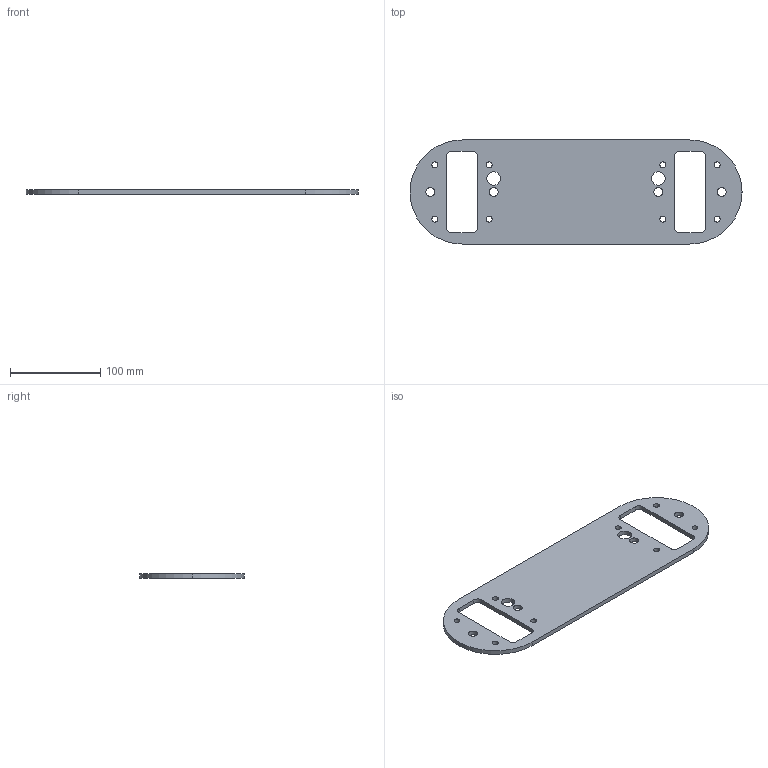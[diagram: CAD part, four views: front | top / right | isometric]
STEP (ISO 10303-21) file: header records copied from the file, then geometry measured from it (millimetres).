
FILE_DESCRIPTION (( 'STEP AP214' ), '1' );
FILE_NAME ('usi-remo-09_chassis.STEP', '2019-06-25T13:55:46', ( '' ), ( '' ), 'SwSTEP 2.0', 'SolidWorks 2016', '' );
FILE_SCHEMA (( 'AUTOMOTIVE_DESIGN' ));
Length unit declared in the file: millimetre
Products named in the file (1): usi-remo-09_chassis
Bounding box: 367 x 115 x 5 mm (x, y, z)
Volume: 160978.2 mm3; surface area: 73031.1 mm2
Topology: 1 solids, 1 shells, 51 faces, 147 edges, 98 vertices
Faces by surface type: cylinder 39, plane 12
Entity records: 1817 total; most frequent: DIRECTION 329, CARTESIAN_POINT 297, ORIENTED_EDGE 294, EDGE_CURVE 147, AXIS2_PLACEMENT_3D 130, VERTEX_POINT 98, EDGE_LOOP 83, CIRCLE 78
